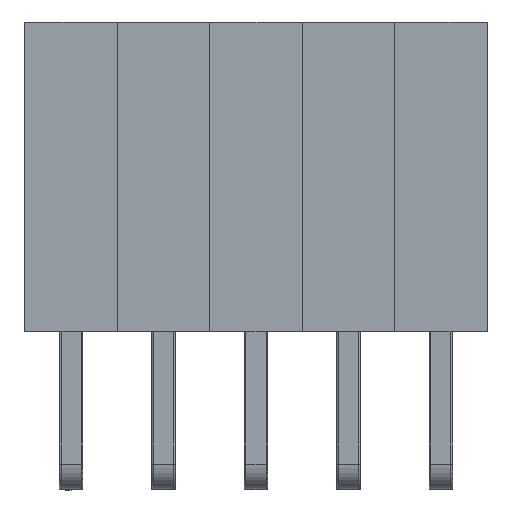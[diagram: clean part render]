
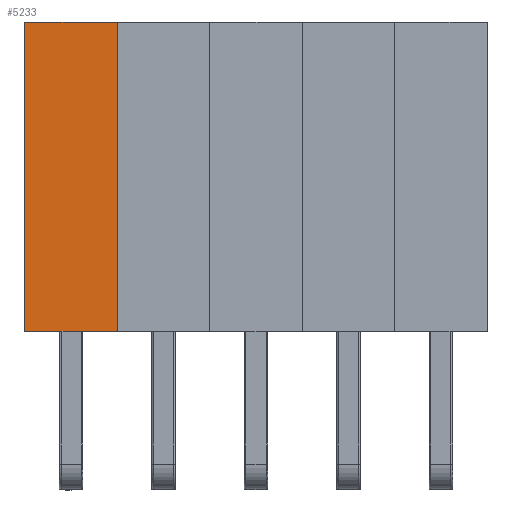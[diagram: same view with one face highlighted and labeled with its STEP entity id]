
A CAD part, top view. The second image highlights one B-rep face of the part: STEP entity #5233.
In plain terms, the highlighted planar face has unit normal (0, 0, 1).
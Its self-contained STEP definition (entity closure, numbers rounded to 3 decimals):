
#208=PLANE('',#5789);
#449=FACE_OUTER_BOUND('',#775,.T.);
#775=EDGE_LOOP('',(#3869,#3870,#3871,#3872));
#983=LINE('',#7959,#1367);
#987=LINE('',#7966,#1371);
#1118=LINE('',#8606,#1502);
#1134=LINE('',#8684,#1518);
#1367=VECTOR('',#6252,10.);
#1371=VECTOR('',#6258,10.);
#1502=VECTOR('',#6853,10.);
#1518=VECTOR('',#6967,10.);
#2049=VERTEX_POINT('',#7956);
#2050=VERTEX_POINT('',#7958);
#2052=VERTEX_POINT('',#7964);
#2201=VERTEX_POINT('',#8605);
#2485=EDGE_CURVE('',#2050,#2049,#983,.T.);
#2489=EDGE_CURVE('',#2049,#2052,#987,.T.);
#2748=EDGE_CURVE('',#2201,#2052,#1118,.T.);
#2786=EDGE_CURVE('',#2050,#2201,#1134,.T.);
#3869=ORIENTED_EDGE('',*,*,#2485,.T.);
#3870=ORIENTED_EDGE('',*,*,#2489,.T.);
#3871=ORIENTED_EDGE('',*,*,#2748,.F.);
#3872=ORIENTED_EDGE('',*,*,#2786,.F.);
#5233=ADVANCED_FACE('',(#449),#208,.T.);
#5789=AXIS2_PLACEMENT_3D('',#8683,#6965,#6966);
#6252=DIRECTION('',(1.,0.,0.));
#6258=DIRECTION('',(0.,1.,0.));
#6853=DIRECTION('',(1.,0.,0.));
#6965=DIRECTION('center_axis',(0.,0.,1.));
#6966=DIRECTION('ref_axis',(1.,0.,0.));
#6967=DIRECTION('',(0.,1.,0.));
#7956=CARTESIAN_POINT('',(1.27,4.14,2.54));
#7958=CARTESIAN_POINT('',(-1.27,4.14,2.54));
#7959=CARTESIAN_POINT('',(-1.27,4.14,2.54));
#7964=CARTESIAN_POINT('',(1.27,12.64,2.54));
#7966=CARTESIAN_POINT('',(1.27,4.14,2.54));
#8605=CARTESIAN_POINT('',(-1.27,12.64,2.54));
#8606=CARTESIAN_POINT('',(-1.27,12.64,2.54));
#8683=CARTESIAN_POINT('Origin',(-1.27,4.14,2.54));
#8684=CARTESIAN_POINT('',(-1.27,4.14,2.54));
